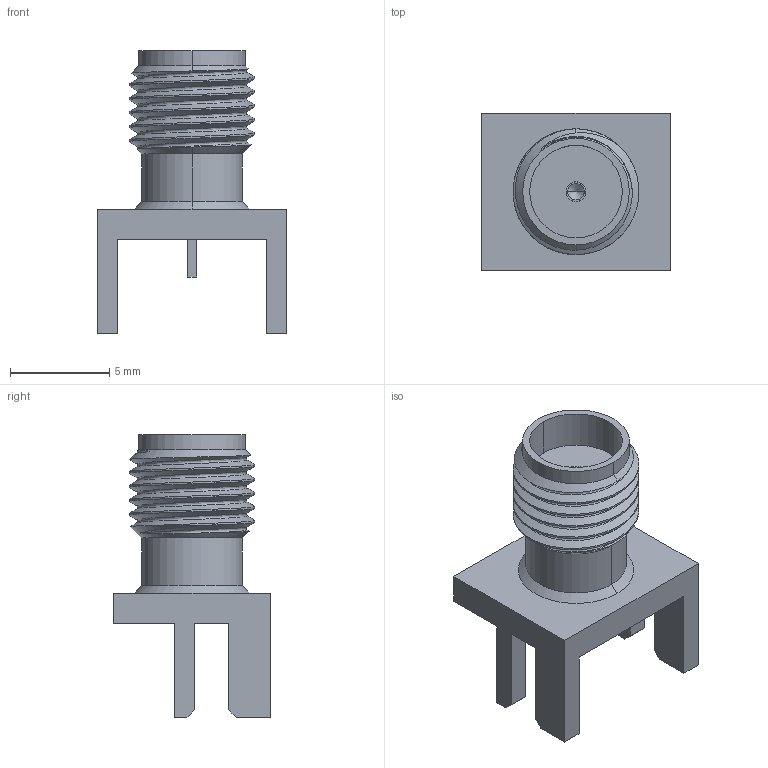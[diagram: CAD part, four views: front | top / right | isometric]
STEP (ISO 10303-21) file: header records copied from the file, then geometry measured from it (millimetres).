
FILE_DESCRIPTION (( 'STEP AP214' ), '1' );
FILE_NAME ('User Library-SMA_142-0701-851_ASSY.STEP', '2022-03-25T11:34:25', ( '' ), ( '' ), 'SwSTEP 2.0', 'SolidWorks 2021', '' );
FILE_SCHEMA (( 'AUTOMOTIVE_DESIGN' ));
Length unit declared in the file: millimetre
Products named in the file (4): SMA_142-0701-851_INSULATOR; User Library-SMA_142-0701-851_ASSY; SMA_142-0701-851_CONTACT; BASIC_SMA_142-0701-851
Assembly tree (3 placements, depth 2):
  User Library-SMA_142-0701-851_ASSY
    BASIC_SMA_142-0701-851
    SMA_142-0701-851_INSULATOR
    SMA_142-0701-851_CONTACT
Bounding box: 9.53 x 7.92 x 14.27 mm (x, y, z)
Volume: 302.8 mm3; surface area: 781 mm2
Topology: 3 solids, 3 shells, 92 faces, 237 edges, 151 vertices
Faces by surface type: plane 43, cylinder 31, cone 15, bspline 3
Entity records: 10178 total; most frequent: CARTESIAN_POINT 6802, ORIENTED_EDGE 470, DIRECTION 451, EDGE_CURVE 235, AXIS2_PLACEMENT_3D 155, VERTEX_POINT 151, VECTOR 141, LINE 141
